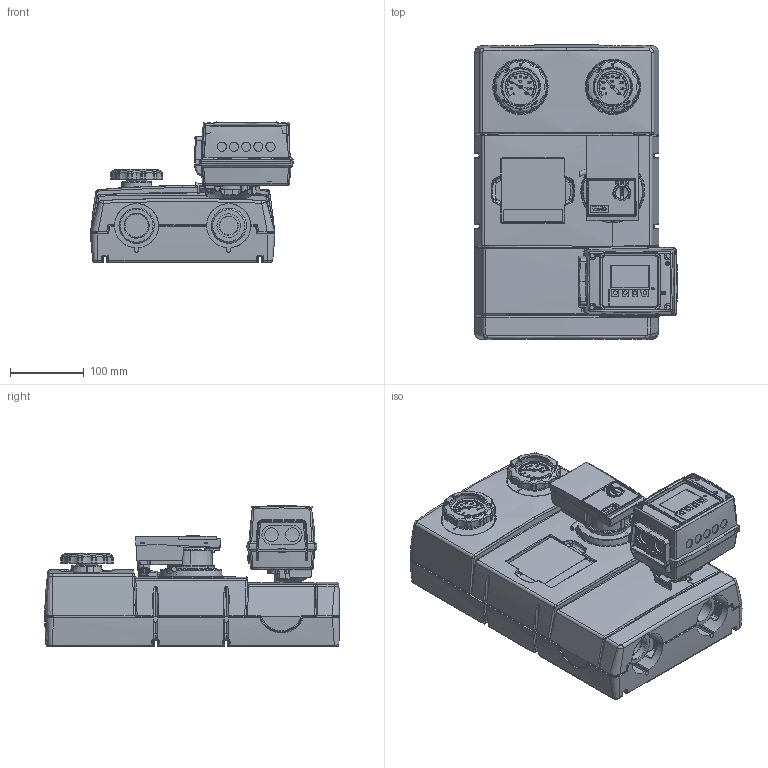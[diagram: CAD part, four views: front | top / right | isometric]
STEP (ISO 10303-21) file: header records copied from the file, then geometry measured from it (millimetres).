
FILE_DESCRIPTION(('CATIA V5 STEP'),'2;1');
FILE_NAME('61040300 GRC211.stp','2015-12-29T06:57:29+00:00',('none'),('none'),'CATIA Version 5 Release 20 SP 6 (IN-10)','CATIA V5 STEP AP214','none');
FILE_SCHEMA(('AUTOMOTIVE_DESIGN { 1 0 10303 214 1 1 1 1 }'));
Length unit declared in the file: millimetre
Products named in the file (1): GRA111_AllCATPart
Bounding box: 275.29 x 400.18 x 190.84 mm (x, y, z)
Volume: 9672585.8 mm3; surface area: 734788.8 mm2
Topology: 1 solids, 83 shells, 8003 faces, 20971 edges, 13175 vertices
Faces by surface type: plane 2996, bspline 1893, cylinder 1676, cone 614, torus 555, sphere 231, revolution 27, extrusion 11
Entity records: 368839 total; most frequent: CARTESIAN_POINT 182053, ORIENTED_EDGE 41374, DIRECTION 21564, EDGE_CURVE 20686, VERTEX_POINT 13172, B_SPLINE_CURVE_WITH_KNOTS 8856, AXIS2_PLACEMENT_3D 8673, EDGE_LOOP 8465
